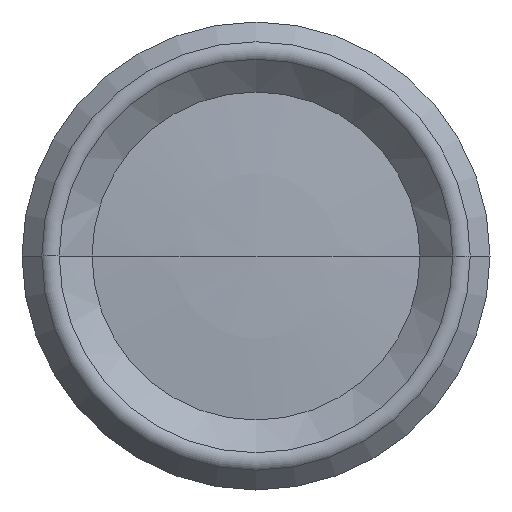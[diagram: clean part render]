
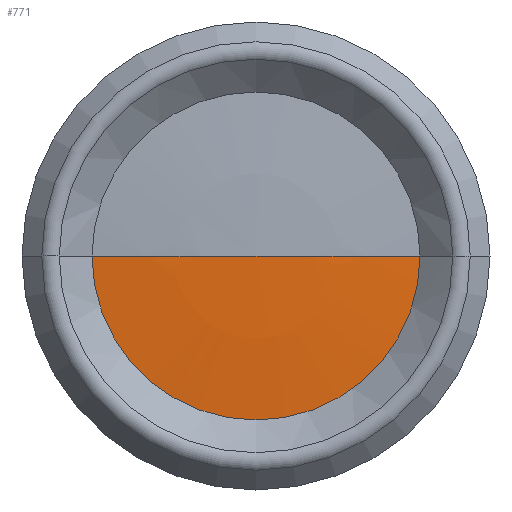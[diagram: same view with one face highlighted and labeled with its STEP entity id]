
A CAD part, front view. The second image highlights one B-rep face of the part: STEP entity #771.
In plain terms, the highlighted spherical face has radius 1071.53 mm.
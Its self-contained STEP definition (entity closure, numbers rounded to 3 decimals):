
#689=CARTESIAN_POINT('',(0.,-1.,0.));
#690=DIRECTION('',(0.,-1.,0.));
#691=DIRECTION('',(-1.,0.,0.));
#692=AXIS2_PLACEMENT_3D('',#689,#690,#691);
#694=CARTESIAN_POINT('',(0.,1066.531,0.));
#695=DIRECTION('',(0.,0.,1.));
#696=DIRECTION('',(-0.086,-0.996,0.));
#697=AXIS2_PLACEMENT_3D('',#694,#695,#696);
#704=CARTESIAN_POINT('',(0.,1066.531,0.));
#705=DIRECTION('',(0.,0.,-1.));
#706=DIRECTION('',(0.086,-0.996,0.));
#707=AXIS2_PLACEMENT_3D('',#704,#705,#706);
#710=CARTESIAN_POINT('',(-92.5,-1.,0.));
#712=VERTEX_POINT('',#710);
#713=CARTESIAN_POINT('',(0.,-5.,0.));
#714=VERTEX_POINT('',#713);
#716=CARTESIAN_POINT('',(92.5,-1.,0.));
#718=VERTEX_POINT('',#716);
#759=CARTESIAN_POINT('',(0.,1066.531,0.));
#760=DIRECTION('',(0.,-1.,0.));
#761=DIRECTION('',(-1.,0.,0.));
#762=AXIS2_PLACEMENT_3D('',#759,#760,#761);
#763=SPHERICAL_SURFACE('',#762,1071.531);
#765=ORIENTED_EDGE('',*,*,#764,.T.);
#767=ORIENTED_EDGE('',*,*,#766,.F.);
#768=ORIENTED_EDGE('',*,*,#752,.F.);
#769=EDGE_LOOP('',(#765,#767,#768));
#770=FACE_OUTER_BOUND('',#769,.F.);
#771=ADVANCED_FACE('',(#770),#763,.T.);
#693=CIRCLE('',#692,92.5);
#698=CIRCLE('',#697,1071.531);
#708=CIRCLE('',#707,1071.531);
#752=EDGE_CURVE('',#712,#718,#693,.T.);
#764=EDGE_CURVE('',#712,#714,#698,.T.);
#766=EDGE_CURVE('',#718,#714,#708,.T.);
